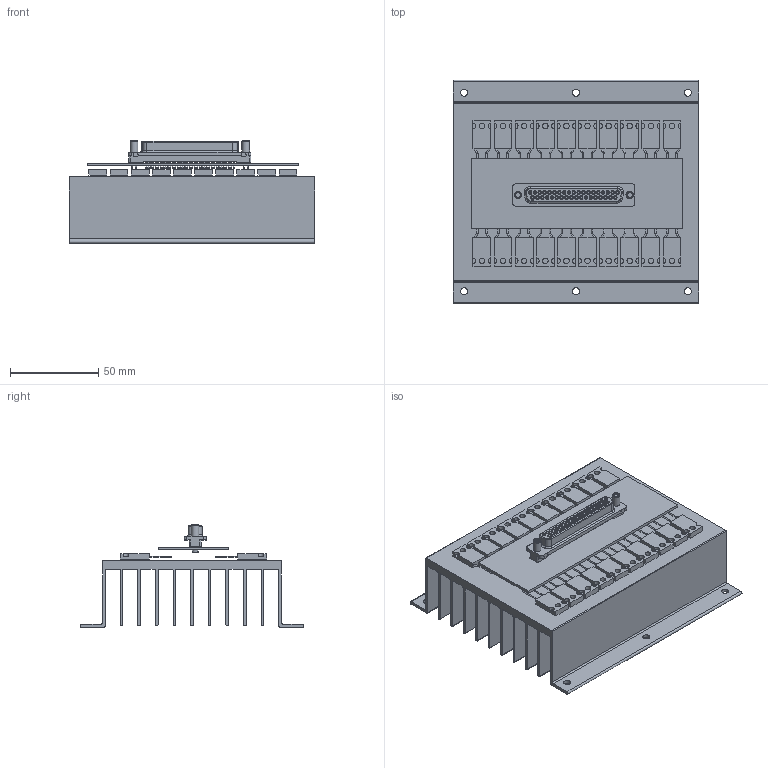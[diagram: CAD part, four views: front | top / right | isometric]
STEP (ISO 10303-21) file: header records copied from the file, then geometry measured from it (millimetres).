
FILE_DESCRIPTION(/* description */ (''),/* implementation_level */ '2;1');
FILE_NAME(/* name */ 'Type1.stp',/* time_stamp */ '2024-01-30T17:53:10+05:00',/* author */ (''),/* organization */ (''),/* preprocessor_version */ 'ST-DEVELOPER v15.2',/* originating_system */ 'Autodesk Translator Framework v2.0.0.5431',/* authorisation */ '');
FILE_SCHEMA (('AUTOMOTIVE_DESIGN { 1 0 10303 214 3 1 1 }'));
Length unit declared in the file: centimetre
Products named in the file (1): HeatsinkMounting
Bounding box: 139.7 x 127 x 58.18 mm (x, y, z)
Volume: 177882.4 mm3; surface area: 162868.2 mm2
Topology: 23 solids, 23 shells, 1419 faces, 3327 edges, 2120 vertices
Faces by surface type: plane 912, cylinder 326, torus 92, cone 49, sphere 40
Full cylindrical faces by diameter (mm): 0.66 x37, 0.72 x80, 1.143 x37, 2.083 x37, 2.845 x2, 3.18 x20, 3.969 x6, 4.293 x2
Entity records: 39217 total; most frequent: CARTESIAN_POINT 7405, DIRECTION 6617, ORIENTED_EDGE 6050, EDGE_CURVE 3025, AXIS2_PLACEMENT_3D 2348, VERTEX_POINT 2080, LINE 1921, VECTOR 1921
